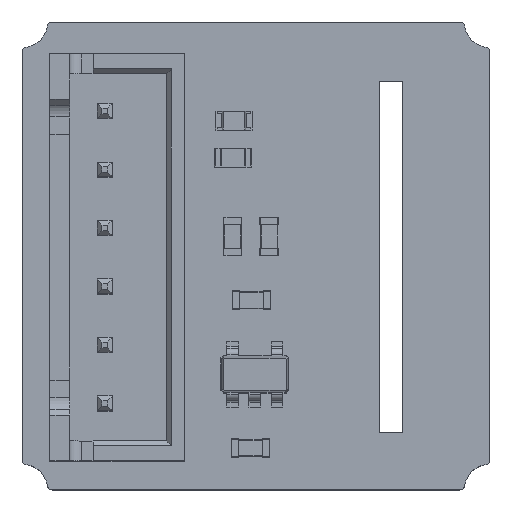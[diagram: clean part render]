
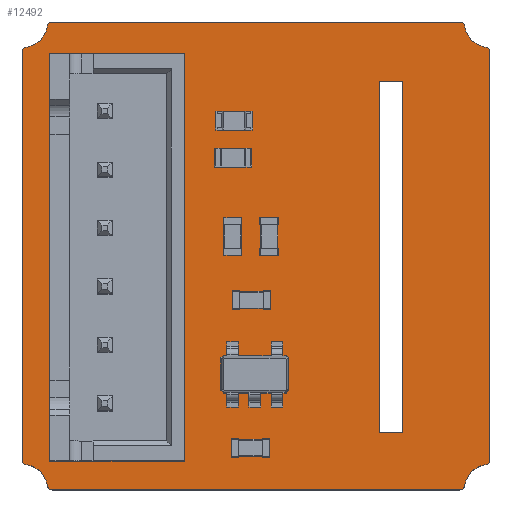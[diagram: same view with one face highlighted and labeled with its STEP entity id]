
A CAD part, top view. The second image highlights one B-rep face of the part: STEP entity #12492.
In plain terms, the highlighted planar face has unit normal (0, 0, 1).
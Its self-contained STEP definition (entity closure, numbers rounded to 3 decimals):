
#12170 = VERTEX_POINT('',#12171);
#12171 = CARTESIAN_POINT('',(146.455,-76.18,1.6));
#12177 = EDGE_CURVE('',#12170,#12178,#12180,.T.);
#12178 = VERTEX_POINT('',#12179);
#12179 = CARTESIAN_POINT('',(146.653,-76.349,1.6));
#12180 = CIRCLE('',#12181,0.2);
#12181 = AXIS2_PLACEMENT_3D('',#12182,#12183,#12184);
#12182 = CARTESIAN_POINT('',(146.455,-76.38,1.6));
#12183 = DIRECTION('',(0.,0.,-1.));
#12184 = DIRECTION('',(0.,1.,0.));
#12212 = VERTEX_POINT('',#12213);
#12213 = CARTESIAN_POINT('',(129.025,-76.18,1.6));
#12219 = EDGE_CURVE('',#12212,#12170,#12220,.T.);
#12220 = LINE('',#12221,#12222);
#12221 = CARTESIAN_POINT('',(129.025,-76.18,1.6));
#12222 = VECTOR('',#12223,1.);
#12223 = DIRECTION('',(1.,0.,0.));
#12241 = EDGE_CURVE('',#12178,#12242,#12244,.T.);
#12242 = VERTEX_POINT('',#12243);
#12243 = CARTESIAN_POINT('',(147.571,-77.267,1.6));
#12244 = CIRCLE('',#12245,1.1);
#12245 = AXIS2_PLACEMENT_3D('',#12246,#12247,#12248);
#12246 = CARTESIAN_POINT('',(147.74,-76.18,1.6));
#12247 = DIRECTION('',(0.,0.,1.));
#12248 = DIRECTION('',(-0.988,-0.154,0.));
#12492 = ADVANCED_FACE('',(#12493,#12610,#12621,#12632,#12643,#12677,
    #12688,#12699),#12710,.F.);
#12493 = FACE_BOUND('',#12494,.F.);
#12494 = EDGE_LOOP('',(#12495,#12496,#12497,#12506,#12514,#12523,#12532,
    #12541,#12549,#12558,#12567,#12576,#12584,#12593,#12602,#12609));
#12495 = ORIENTED_EDGE('',*,*,#12177,.T.);
#12496 = ORIENTED_EDGE('',*,*,#12241,.T.);
#12497 = ORIENTED_EDGE('',*,*,#12498,.T.);
#12498 = EDGE_CURVE('',#12242,#12499,#12501,.T.);
#12499 = VERTEX_POINT('',#12500);
#12500 = CARTESIAN_POINT('',(147.74,-77.465,1.6));
#12501 = CIRCLE('',#12502,0.2);
#12502 = AXIS2_PLACEMENT_3D('',#12503,#12504,#12505);
#12503 = CARTESIAN_POINT('',(147.54,-77.465,1.6));
#12504 = DIRECTION('',(0.,0.,-1.));
#12505 = DIRECTION('',(0.154,0.988,0.));
#12506 = ORIENTED_EDGE('',*,*,#12507,.T.);
#12507 = EDGE_CURVE('',#12499,#12508,#12510,.T.);
#12508 = VERTEX_POINT('',#12509);
#12509 = CARTESIAN_POINT('',(147.74,-94.895,1.6));
#12510 = LINE('',#12511,#12512);
#12511 = CARTESIAN_POINT('',(147.74,-77.465,1.6));
#12512 = VECTOR('',#12513,1.);
#12513 = DIRECTION('',(0.,-1.,0.));
#12514 = ORIENTED_EDGE('',*,*,#12515,.T.);
#12515 = EDGE_CURVE('',#12508,#12516,#12518,.T.);
#12516 = VERTEX_POINT('',#12517);
#12517 = CARTESIAN_POINT('',(147.571,-95.093,1.6));
#12518 = CIRCLE('',#12519,0.2);
#12519 = AXIS2_PLACEMENT_3D('',#12520,#12521,#12522);
#12520 = CARTESIAN_POINT('',(147.54,-94.896,1.6));
#12521 = DIRECTION('',(0.,0.,-1.));
#12522 = DIRECTION('',(1.,0.,0.));
#12523 = ORIENTED_EDGE('',*,*,#12524,.T.);
#12524 = EDGE_CURVE('',#12516,#12525,#12527,.T.);
#12525 = VERTEX_POINT('',#12526);
#12526 = CARTESIAN_POINT('',(146.653,-96.011,1.6));
#12527 = CIRCLE('',#12528,1.1);
#12528 = AXIS2_PLACEMENT_3D('',#12529,#12530,#12531);
#12529 = CARTESIAN_POINT('',(147.74,-96.18,1.6));
#12530 = DIRECTION('',(0.,0.,1.));
#12531 = DIRECTION('',(-0.154,0.988,0.));
#12532 = ORIENTED_EDGE('',*,*,#12533,.T.);
#12533 = EDGE_CURVE('',#12525,#12534,#12536,.T.);
#12534 = VERTEX_POINT('',#12535);
#12535 = CARTESIAN_POINT('',(146.455,-96.18,1.6));
#12536 = CIRCLE('',#12537,0.2);
#12537 = AXIS2_PLACEMENT_3D('',#12538,#12539,#12540);
#12538 = CARTESIAN_POINT('',(146.456,-95.98,1.6));
#12539 = DIRECTION('',(0.,0.,-1.));
#12540 = DIRECTION('',(0.988,-0.154,0.));
#12541 = ORIENTED_EDGE('',*,*,#12542,.T.);
#12542 = EDGE_CURVE('',#12534,#12543,#12545,.T.);
#12543 = VERTEX_POINT('',#12544);
#12544 = CARTESIAN_POINT('',(129.025,-96.18,1.6));
#12545 = LINE('',#12546,#12547);
#12546 = CARTESIAN_POINT('',(146.455,-96.18,1.6));
#12547 = VECTOR('',#12548,1.);
#12548 = DIRECTION('',(-1.,0.,0.));
#12549 = ORIENTED_EDGE('',*,*,#12550,.T.);
#12550 = EDGE_CURVE('',#12543,#12551,#12553,.T.);
#12551 = VERTEX_POINT('',#12552);
#12552 = CARTESIAN_POINT('',(128.827,-96.011,1.6));
#12553 = CIRCLE('',#12554,0.2);
#12554 = AXIS2_PLACEMENT_3D('',#12555,#12556,#12557);
#12555 = CARTESIAN_POINT('',(129.024,-95.98,1.6));
#12556 = DIRECTION('',(0.,0.,-1.));
#12557 = DIRECTION('',(0.,-1.,0.));
#12558 = ORIENTED_EDGE('',*,*,#12559,.T.);
#12559 = EDGE_CURVE('',#12551,#12560,#12562,.T.);
#12560 = VERTEX_POINT('',#12561);
#12561 = CARTESIAN_POINT('',(127.909,-95.093,1.6));
#12562 = CIRCLE('',#12563,1.1);
#12563 = AXIS2_PLACEMENT_3D('',#12564,#12565,#12566);
#12564 = CARTESIAN_POINT('',(127.74,-96.18,1.6));
#12565 = DIRECTION('',(0.,0.,1.));
#12566 = DIRECTION('',(0.988,0.154,-0.));
#12567 = ORIENTED_EDGE('',*,*,#12568,.T.);
#12568 = EDGE_CURVE('',#12560,#12569,#12571,.T.);
#12569 = VERTEX_POINT('',#12570);
#12570 = CARTESIAN_POINT('',(127.74,-94.895,1.6));
#12571 = CIRCLE('',#12572,0.2);
#12572 = AXIS2_PLACEMENT_3D('',#12573,#12574,#12575);
#12573 = CARTESIAN_POINT('',(127.94,-94.896,1.6));
#12574 = DIRECTION('',(0.,0.,-1.));
#12575 = DIRECTION('',(-0.154,-0.988,-0.));
#12576 = ORIENTED_EDGE('',*,*,#12577,.T.);
#12577 = EDGE_CURVE('',#12569,#12578,#12580,.T.);
#12578 = VERTEX_POINT('',#12579);
#12579 = CARTESIAN_POINT('',(127.74,-77.465,1.6));
#12580 = LINE('',#12581,#12582);
#12581 = CARTESIAN_POINT('',(127.74,-94.895,1.6));
#12582 = VECTOR('',#12583,1.);
#12583 = DIRECTION('',(0.,1.,0.));
#12584 = ORIENTED_EDGE('',*,*,#12585,.T.);
#12585 = EDGE_CURVE('',#12578,#12586,#12588,.T.);
#12586 = VERTEX_POINT('',#12587);
#12587 = CARTESIAN_POINT('',(127.909,-77.267,1.6));
#12588 = CIRCLE('',#12589,0.2);
#12589 = AXIS2_PLACEMENT_3D('',#12590,#12591,#12592);
#12590 = CARTESIAN_POINT('',(127.94,-77.465,1.6));
#12591 = DIRECTION('',(0.,0.,-1.));
#12592 = DIRECTION('',(-1.,0.,-0.));
#12593 = ORIENTED_EDGE('',*,*,#12594,.T.);
#12594 = EDGE_CURVE('',#12586,#12595,#12597,.T.);
#12595 = VERTEX_POINT('',#12596);
#12596 = CARTESIAN_POINT('',(128.827,-76.349,1.6));
#12597 = CIRCLE('',#12598,1.1);
#12598 = AXIS2_PLACEMENT_3D('',#12599,#12600,#12601);
#12599 = CARTESIAN_POINT('',(127.74,-76.18,1.6));
#12600 = DIRECTION('',(0.,0.,1.));
#12601 = DIRECTION('',(0.154,-0.988,0.));
#12602 = ORIENTED_EDGE('',*,*,#12603,.T.);
#12603 = EDGE_CURVE('',#12595,#12212,#12604,.T.);
#12604 = CIRCLE('',#12605,0.2);
#12605 = AXIS2_PLACEMENT_3D('',#12606,#12607,#12608);
#12606 = CARTESIAN_POINT('',(129.025,-76.38,1.6));
#12607 = DIRECTION('',(0.,0.,-1.));
#12608 = DIRECTION('',(-0.988,0.154,0.));
#12609 = ORIENTED_EDGE('',*,*,#12219,.T.);
#12610 = FACE_BOUND('',#12611,.F.);
#12611 = EDGE_LOOP('',(#12612));
#12612 = ORIENTED_EDGE('',*,*,#12613,.F.);
#12613 = EDGE_CURVE('',#12614,#12614,#12616,.T.);
#12614 = VERTEX_POINT('',#12615);
#12615 = CARTESIAN_POINT('',(131.275,-92.97,1.6));
#12616 = CIRCLE('',#12617,0.475);
#12617 = AXIS2_PLACEMENT_3D('',#12618,#12619,#12620);
#12618 = CARTESIAN_POINT('',(131.275,-92.495,1.6));
#12619 = DIRECTION('',(-0.,0.,-1.));
#12620 = DIRECTION('',(-0.,-1.,0.));
#12621 = FACE_BOUND('',#12622,.F.);
#12622 = EDGE_LOOP('',(#12623));
#12623 = ORIENTED_EDGE('',*,*,#12624,.F.);
#12624 = EDGE_CURVE('',#12625,#12625,#12627,.T.);
#12625 = VERTEX_POINT('',#12626);
#12626 = CARTESIAN_POINT('',(131.275,-90.47,1.6));
#12627 = CIRCLE('',#12628,0.475);
#12628 = AXIS2_PLACEMENT_3D('',#12629,#12630,#12631);
#12629 = CARTESIAN_POINT('',(131.275,-89.995,1.6));
#12630 = DIRECTION('',(-0.,0.,-1.));
#12631 = DIRECTION('',(-0.,-1.,0.));
#12632 = FACE_BOUND('',#12633,.F.);
#12633 = EDGE_LOOP('',(#12634));
#12634 = ORIENTED_EDGE('',*,*,#12635,.F.);
#12635 = EDGE_CURVE('',#12636,#12636,#12638,.T.);
#12636 = VERTEX_POINT('',#12637);
#12637 = CARTESIAN_POINT('',(131.275,-87.97,1.6));
#12638 = CIRCLE('',#12639,0.475);
#12639 = AXIS2_PLACEMENT_3D('',#12640,#12641,#12642);
#12640 = CARTESIAN_POINT('',(131.275,-87.495,1.6));
#12641 = DIRECTION('',(-0.,0.,-1.));
#12642 = DIRECTION('',(-0.,-1.,0.));
#12643 = FACE_BOUND('',#12644,.F.);
#12644 = EDGE_LOOP('',(#12645,#12655,#12663,#12671));
#12645 = ORIENTED_EDGE('',*,*,#12646,.T.);
#12646 = EDGE_CURVE('',#12647,#12649,#12651,.T.);
#12647 = VERTEX_POINT('',#12648);
#12648 = CARTESIAN_POINT('',(143.01,-93.725,1.6));
#12649 = VERTEX_POINT('',#12650);
#12650 = CARTESIAN_POINT('',(144.01,-93.725,1.6));
#12651 = LINE('',#12652,#12653);
#12652 = CARTESIAN_POINT('',(143.01,-93.725,1.6));
#12653 = VECTOR('',#12654,1.);
#12654 = DIRECTION('',(1.,0.,0.));
#12655 = ORIENTED_EDGE('',*,*,#12656,.T.);
#12656 = EDGE_CURVE('',#12649,#12657,#12659,.T.);
#12657 = VERTEX_POINT('',#12658);
#12658 = CARTESIAN_POINT('',(144.01,-78.725,1.6));
#12659 = LINE('',#12660,#12661);
#12660 = CARTESIAN_POINT('',(144.01,-93.725,1.6));
#12661 = VECTOR('',#12662,1.);
#12662 = DIRECTION('',(0.,1.,0.));
#12663 = ORIENTED_EDGE('',*,*,#12664,.T.);
#12664 = EDGE_CURVE('',#12657,#12665,#12667,.T.);
#12665 = VERTEX_POINT('',#12666);
#12666 = CARTESIAN_POINT('',(143.01,-78.725,1.6));
#12667 = LINE('',#12668,#12669);
#12668 = CARTESIAN_POINT('',(144.01,-78.725,1.6));
#12669 = VECTOR('',#12670,1.);
#12670 = DIRECTION('',(-1.,0.,0.));
#12671 = ORIENTED_EDGE('',*,*,#12672,.T.);
#12672 = EDGE_CURVE('',#12665,#12647,#12673,.T.);
#12673 = LINE('',#12674,#12675);
#12674 = CARTESIAN_POINT('',(143.01,-78.725,1.6));
#12675 = VECTOR('',#12676,1.);
#12676 = DIRECTION('',(0.,-1.,0.));
#12677 = FACE_BOUND('',#12678,.F.);
#12678 = EDGE_LOOP('',(#12679));
#12679 = ORIENTED_EDGE('',*,*,#12680,.F.);
#12680 = EDGE_CURVE('',#12681,#12681,#12683,.T.);
#12681 = VERTEX_POINT('',#12682);
#12682 = CARTESIAN_POINT('',(131.275,-85.47,1.6));
#12683 = CIRCLE('',#12684,0.475);
#12684 = AXIS2_PLACEMENT_3D('',#12685,#12686,#12687);
#12685 = CARTESIAN_POINT('',(131.275,-84.995,1.6));
#12686 = DIRECTION('',(-0.,0.,-1.));
#12687 = DIRECTION('',(-0.,-1.,0.));
#12688 = FACE_BOUND('',#12689,.F.);
#12689 = EDGE_LOOP('',(#12690));
#12690 = ORIENTED_EDGE('',*,*,#12691,.F.);
#12691 = EDGE_CURVE('',#12692,#12692,#12694,.T.);
#12692 = VERTEX_POINT('',#12693);
#12693 = CARTESIAN_POINT('',(131.275,-82.97,1.6));
#12694 = CIRCLE('',#12695,0.475);
#12695 = AXIS2_PLACEMENT_3D('',#12696,#12697,#12698);
#12696 = CARTESIAN_POINT('',(131.275,-82.495,1.6));
#12697 = DIRECTION('',(-0.,0.,-1.));
#12698 = DIRECTION('',(-0.,-1.,0.));
#12699 = FACE_BOUND('',#12700,.F.);
#12700 = EDGE_LOOP('',(#12701));
#12701 = ORIENTED_EDGE('',*,*,#12702,.F.);
#12702 = EDGE_CURVE('',#12703,#12703,#12705,.T.);
#12703 = VERTEX_POINT('',#12704);
#12704 = CARTESIAN_POINT('',(131.275,-80.47,1.6));
#12705 = CIRCLE('',#12706,0.475);
#12706 = AXIS2_PLACEMENT_3D('',#12707,#12708,#12709);
#12707 = CARTESIAN_POINT('',(131.275,-79.995,1.6));
#12708 = DIRECTION('',(-0.,0.,-1.));
#12709 = DIRECTION('',(-0.,-1.,0.));
#12710 = PLANE('',#12711);
#12711 = AXIS2_PLACEMENT_3D('',#12712,#12713,#12714);
#12712 = CARTESIAN_POINT('',(137.74,-86.18,1.6));
#12713 = DIRECTION('',(-0.,-0.,-1.));
#12714 = DIRECTION('',(-1.,0.,0.));
